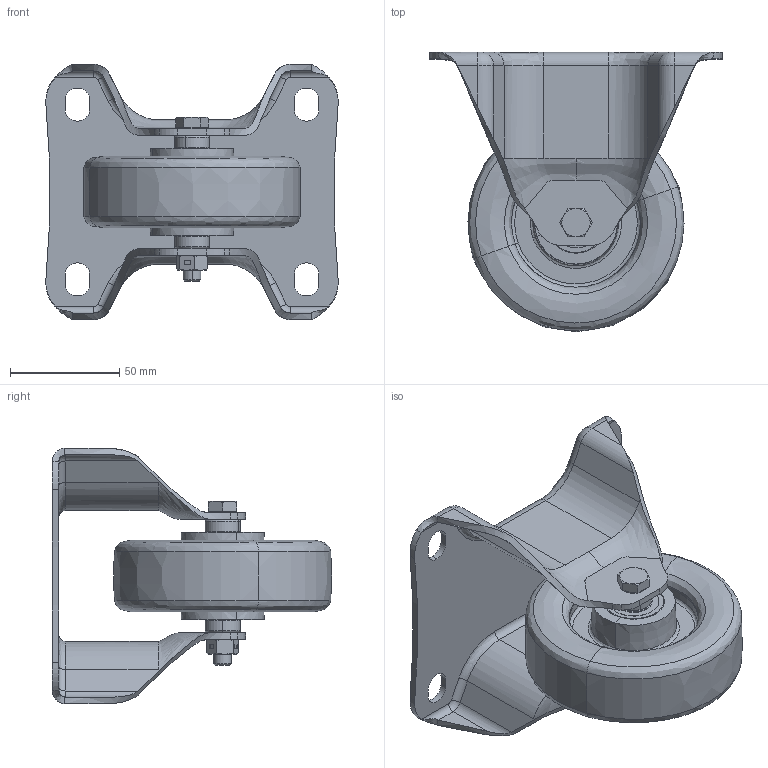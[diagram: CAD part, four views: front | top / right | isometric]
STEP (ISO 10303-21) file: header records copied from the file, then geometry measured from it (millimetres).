
FILE_DESCRIPTION (( 'STEP AP214' ), '1' );
FILE_NAME ('0033327_B-IK-PUZK-100-K-GP.STEP', '2016-05-03T11:02:31', ( '' ), ( '' ), 'SwSTEP 2.0', 'SolidWorks 2016', '' );
FILE_SCHEMA (( 'AUTOMOTIVE_DESIGN' ));
Length unit declared in the file: millimetre
Products named in the file (1): 0033327_B-IK-PUZK-100-K-GP
Bounding box: 133.97 x 127.94 x 117 mm (x, y, z)
Surface area: 95360.3 mm2 (no closed solid volume)
Topology: 0 solids, 15 shells, 318 faces, 796 edges, 504 vertices
Faces by surface type: cylinder 96, plane 90, bspline 58, cone 40, torus 34
Entity records: 20132 total; most frequent: CARTESIAN_POINT 9331, ORIENTED_EDGE 1552, DIRECTION 1430, EDGE_CURVE 796, AXIS2_PLACEMENT_3D 593, VERTEX_POINT 504, EDGE_LOOP 352, CIRCLE 332
